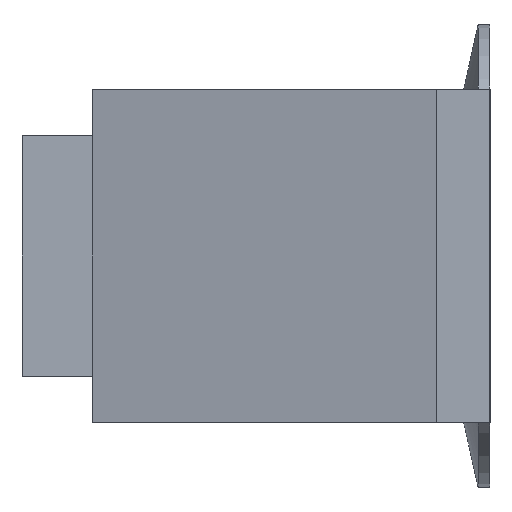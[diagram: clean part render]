
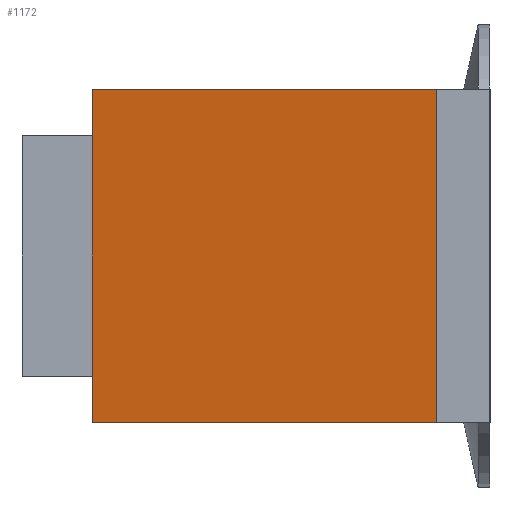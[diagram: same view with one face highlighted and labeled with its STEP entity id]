
A CAD part, left-side view. The second image highlights one B-rep face of the part: STEP entity #1172.
In plain terms, the highlighted planar face has unit normal (-0.98, 0.198, 0).
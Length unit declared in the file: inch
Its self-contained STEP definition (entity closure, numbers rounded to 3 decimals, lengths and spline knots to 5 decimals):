
#6 = CARTESIAN_POINT ( 'NONE',  ( -0.8125, 1.075, -0.45 ) ) ;
#24 = VECTOR ( 'NONE', #944, 39.37008 ) ;
#28 = CARTESIAN_POINT ( 'NONE',  ( -0.8125, 1.075, 0.45 ) ) ;
#109 = ORIENTED_EDGE ( 'NONE', *, *, #1135, .F. ) ;
#113 = CARTESIAN_POINT ( 'NONE',  ( -0.8125, 1.075, -0.45 ) ) ;
#144 = VECTOR ( 'NONE', #589, 39.37008 ) ;
#252 = DIRECTION ( 'NONE',  ( 0.98, -0.198, 0. ) ) ;
#290 = LINE ( 'NONE', #113, #610 ) ;
#295 = VERTEX_POINT ( 'NONE', #1004 ) ;
#476 = VERTEX_POINT ( 'NONE', #1015 ) ;
#481 = ORIENTED_EDGE ( 'NONE', *, *, #676, .T. ) ;
#482 = DIRECTION ( 'NONE',  ( -0.198, -0.98, 0. ) ) ;
#503 = EDGE_LOOP ( 'NONE', ( #481, #109, #620, #528 ) ) ;
#528 = ORIENTED_EDGE ( 'NONE', *, *, #1181, .T. ) ;
#552 = VECTOR ( 'NONE', #743, 39.37008 ) ;
#589 = DIRECTION ( 'NONE',  ( -0.198, -0.98, 0. ) ) ;
#610 = VECTOR ( 'NONE', #482, 39.37008 ) ;
#620 = ORIENTED_EDGE ( 'NONE', *, *, #753, .F. ) ;
#621 = VERTEX_POINT ( 'NONE', #6 ) ;
#635 = LINE ( 'NONE', #642, #552 ) ;
#642 = CARTESIAN_POINT ( 'NONE',  ( -0.8125, 1.075, 0.45 ) ) ;
#676 = EDGE_CURVE ( 'NONE', #621, #993, #290, .T. ) ;
#680 = LINE ( 'NONE', #28, #144 ) ;
#743 = DIRECTION ( 'NONE',  ( 0., 0., -1. ) ) ;
#753 = EDGE_CURVE ( 'NONE', #295, #476, #680, .T. ) ;
#785 = AXIS2_PLACEMENT_3D ( 'NONE', #1093, #252, #1036 ) ;
#843 = FACE_OUTER_BOUND ( 'NONE', #503, .T. ) ;
#877 = CARTESIAN_POINT ( 'NONE',  ( -1., 0.145, -0.45 ) ) ;
#936 = LINE ( 'NONE', #1185, #24 ) ;
#944 = DIRECTION ( 'NONE',  ( 0., 0., -1. ) ) ;
#992 = PLANE ( 'NONE',  #785 ) ;
#993 = VERTEX_POINT ( 'NONE', #877 ) ;
#1004 = CARTESIAN_POINT ( 'NONE',  ( -0.8125, 1.075, 0.45 ) ) ;
#1015 = CARTESIAN_POINT ( 'NONE',  ( -1., 0.145, 0.45 ) ) ;
#1036 = DIRECTION ( 'NONE',  ( 0.198, 0.98, 0. ) ) ;
#1093 = CARTESIAN_POINT ( 'NONE',  ( -0.8125, 1.075, 0.45 ) ) ;
#1135 = EDGE_CURVE ( 'NONE', #476, #993, #936, .T. ) ;
#1172 = ADVANCED_FACE ( 'NONE', ( #843 ), #992, .F. ) ;
#1181 = EDGE_CURVE ( 'NONE', #295, #621, #635, .T. ) ;
#1185 = CARTESIAN_POINT ( 'NONE',  ( -1., 0.145, 0.45 ) ) ;
